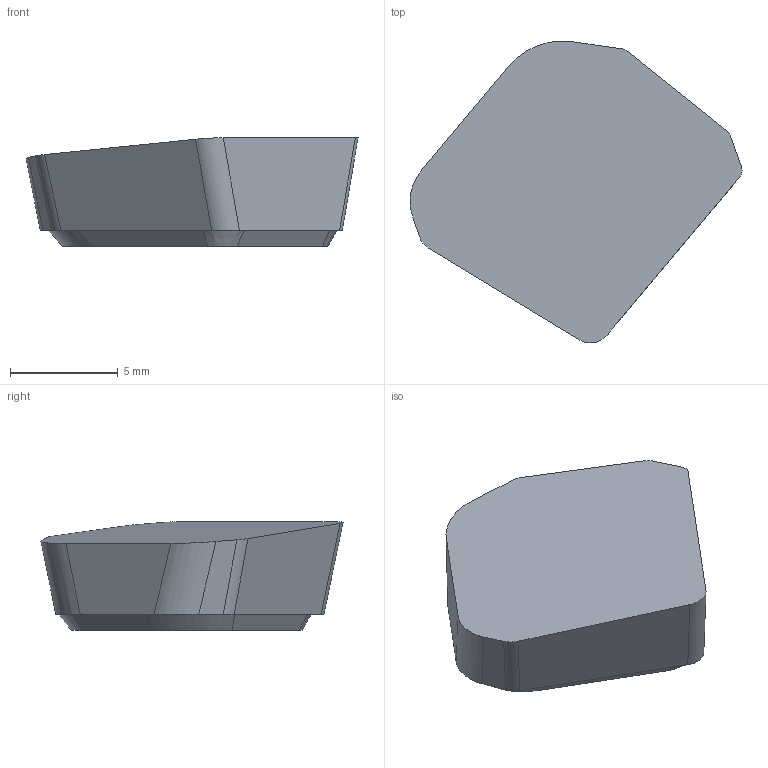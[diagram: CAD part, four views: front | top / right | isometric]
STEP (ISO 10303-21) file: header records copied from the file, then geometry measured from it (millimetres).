
FILE_DESCRIPTION(/* description */ (''),/* implementation_level */ '2;1');
FILE_NAME(/* name */ 'aaa333074_a.stp',/* time_stamp */ '2019-08-19T07:57:08+02:00',/* author */ (''),/* organization */ ('SMS'),/* preprocessor_version */ 'ST-DEVELOPER v16.7',/* originating_system */ 'SIEMENS PLM Software NX 12.0',/* authorisation */ '');
FILE_SCHEMA (('AUTOMOTIVE_DESIGN { 1 0 10303 214 3 1 1 1 }'));
Length unit declared in the file: millimetre
Products named in the file (1): AAA333074_A
Bounding box: 15.39 x 14 x 5.03 mm (x, y, z)
Volume: 537.4 mm3; surface area: 424 mm2
Topology: 1 solids, 1 shells, 26 faces, 70 edges, 49 vertices
Faces by surface type: plane 15, cylinder 9, cone 2
Entity records: 920 total; most frequent: CARTESIAN_POINT 189, DIRECTION 149, ORIENTED_EDGE 138, EDGE_CURVE 69, AXIS2_PLACEMENT_3D 51, LINE 47, VECTOR 47, VERTEX_POINT 46
